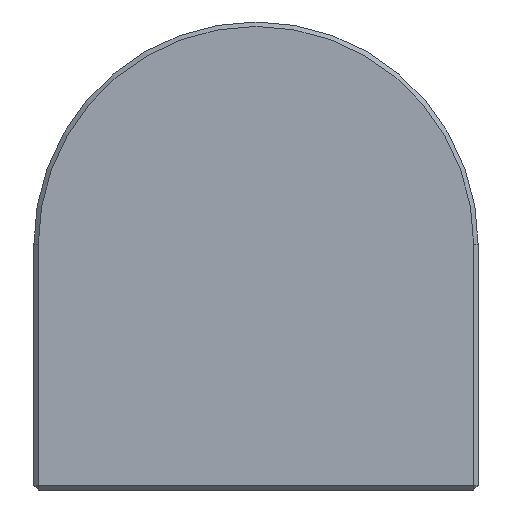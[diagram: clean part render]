
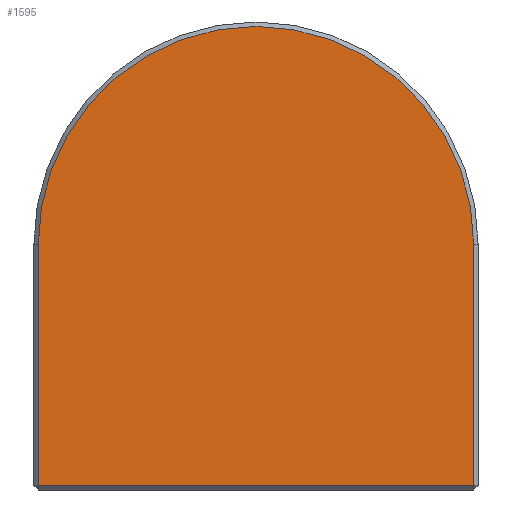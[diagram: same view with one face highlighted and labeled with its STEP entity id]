
A CAD part, left-side view. The second image highlights one B-rep face of the part: STEP entity #1595.
In plain terms, the highlighted planar face has unit normal (-1, 0, 0).
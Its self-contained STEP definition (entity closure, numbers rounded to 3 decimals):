
#32=CIRCLE('',#1721,73.5);
#107=FACE_OUTER_BOUND('',#214,.T.);
#214=EDGE_LOOP('',(#1220,#1221,#1222,#1223));
#364=LINE('',#2470,#563);
#370=LINE('',#2481,#569);
#372=LINE('',#2488,#571);
#563=VECTOR('',#1994,10.);
#569=VECTOR('',#2004,10.);
#571=VECTOR('',#2014,10.);
#729=VERTEX_POINT('',#2454);
#732=VERTEX_POINT('',#2464);
#735=VERTEX_POINT('',#2477);
#737=VERTEX_POINT('',#2483);
#890=EDGE_CURVE('',#732,#729,#364,.T.);
#896=EDGE_CURVE('',#729,#735,#370,.T.);
#899=EDGE_CURVE('',#735,#737,#32,.T.);
#900=EDGE_CURVE('',#737,#732,#372,.T.);
#1220=ORIENTED_EDGE('',*,*,#890,.F.);
#1221=ORIENTED_EDGE('',*,*,#900,.F.);
#1222=ORIENTED_EDGE('',*,*,#899,.F.);
#1223=ORIENTED_EDGE('',*,*,#896,.F.);
#1497=PLANE('',#1731);
#1595=ADVANCED_FACE('',(#107),#1497,.T.);
#1721=AXIS2_PLACEMENT_3D('',#2486,#2010,#2011);
#1731=AXIS2_PLACEMENT_3D('',#2508,#2038,#2039);
#1994=DIRECTION('',(0.,1.,0.));
#2004=DIRECTION('',(0.,0.,1.));
#2010=DIRECTION('center_axis',(1.,0.,0.));
#2011=DIRECTION('ref_axis',(0.,0.707,0.707));
#2014=DIRECTION('',(0.,0.,-1.));
#2038=DIRECTION('center_axis',(-1.,0.,0.));
#2039=DIRECTION('ref_axis',(0.,-1.,0.));
#2454=CARTESIAN_POINT('',(0.,148.5,1.5));
#2464=CARTESIAN_POINT('',(0.,1.5,1.5));
#2470=CARTESIAN_POINT('',(0.,112.5,1.5));
#2477=CARTESIAN_POINT('',(0.,148.5,83.));
#2481=CARTESIAN_POINT('',(0.,148.5,0.));
#2483=CARTESIAN_POINT('',(0.,1.5,83.));
#2486=CARTESIAN_POINT('Origin',(0.,75.,83.));
#2488=CARTESIAN_POINT('',(0.,1.5,0.));
#2508=CARTESIAN_POINT('Origin',(0.,150.,0.));
